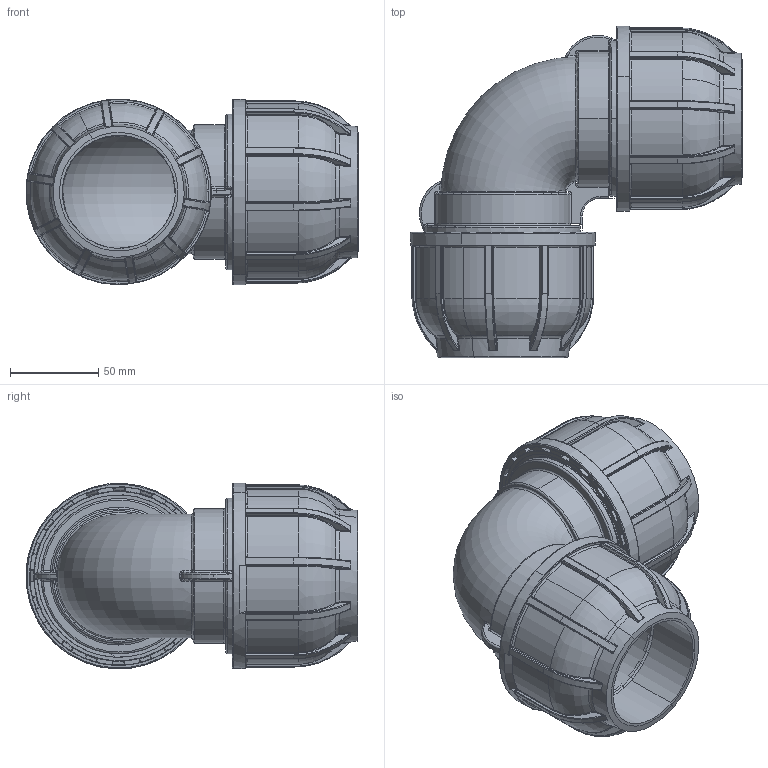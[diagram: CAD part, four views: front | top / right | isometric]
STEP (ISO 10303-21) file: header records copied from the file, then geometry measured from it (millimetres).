
FILE_DESCRIPTION (( 'STEP AP203' ), '1' );
FILE_NAME ('R213.063.063.step', '2013-11-19T09:22:09', ( 'Alusic' ), ( 'Alusic' ), 'SwSTEP 2.0', 'SolidWorks 2011', '' );
FILE_SCHEMA (( 'CONFIG_CONTROL_DESIGN' ));
Length unit declared in the file: millimetre
Products named in the file (1): R213.063.063
Bounding box: 187.88 x 187.77 x 105.06 mm (x, y, z)
Surface area: 155017.6 mm2 (no closed solid volume)
Topology: 0 solids, 59 shells, 1085 faces, 3587 edges, 2436 vertices
Faces by surface type: cylinder 289, bspline 261, torus 257, plane 248, cone 22, sphere 8
Entity records: 55098 total; most frequent: CARTESIAN_POINT 27096, ORIENTED_EDGE 5600, DIRECTION 5487, EDGE_CURVE 3583, VERTEX_POINT 2436, AXIS2_PLACEMENT_3D 2317, CIRCLE 1492, B_SPLINE_CURVE_WITH_KNOTS 1146
